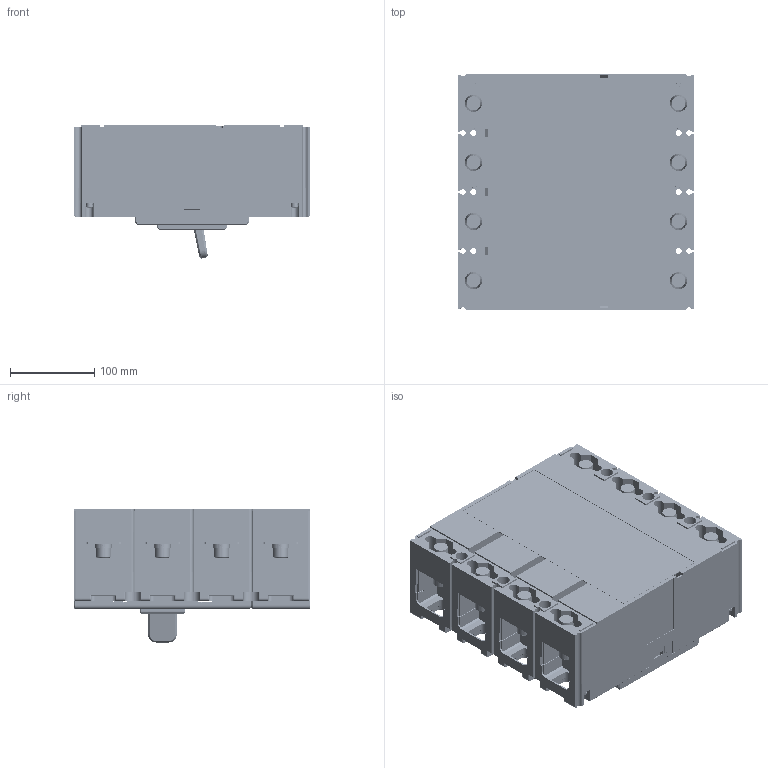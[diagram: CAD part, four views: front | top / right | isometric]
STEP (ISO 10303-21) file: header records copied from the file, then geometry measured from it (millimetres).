
FILE_DESCRIPTION((''),'2;1');
FILE_NAME('CDM3V-800-4P_ASM','2021-06-17T',('guobiao.he'),(''),'PRO/ENGINEER BY PARAMETRIC TECHNOLOGY CORPORATION, 2015440','PRO/ENGINEER BY PARAMETRIC TECHNOLOGY CORPORATION, 2015440','');
FILE_SCHEMA(('CONFIG_CONTROL_DESIGN'));
Products named in the file (40): JIZUO_5024040200_3; PRT0001; 5024040200_ASM_2_ASM; PRT0002; PRT0003; ASM0009_ASM; ASM0008_ASM; PRT0004; ASM0011_ASM; ASM0010_ASM; 5551102300_ASM_12_ASM; 5295007500_ASM_19_ASM; PRT0007; PRT0008; 8750038300_5; PRT0009; ASM0013_ASM; 8315049700_40; PRT0010; 5315049700_ASM_25_ASM; PRT0011; 8282201200_AF1_1; 5315050300_ASM_11_ASM; PRT0012; 7090300501K_GB_T93_5_5; GB_T97_4_5_6; ASM0014_ASM; PRT0013; 8315095600_19; PRT0014; PRT0015; PRT0016; ASM0015_ASM; 8742116600_4; PRT0017; PRT0018; PRT0019; ASM0016_ASM; 2253024400_ASM_20_ASM; CDM3V-800-4P_ASM
Assembly tree (94 placements, depth 7):
  CDM3V-800-4P_ASM
    2253024400_ASM_20_ASM
      5295007500_ASM_19_ASM
        5024040200_ASM_2_ASM
          JIZUO_5024040200_3
          PRT0001  x11
        ASM0008_ASM  x4
          ASM0009_ASM
            PRT0002
            PRT0003
        5551102300_ASM_12_ASM
          ASM0010_ASM  x4
            ASM0011_ASM
              PRT0004
      PRT0007  x4
      PRT0008  x4
      8750038300_5
      ASM0013_ASM
        PRT0009
      5315050300_ASM_11_ASM
        5315049700_ASM_25_ASM
          8315049700_40
          PRT0010  x9
        PRT0011
        8282201200_AF1_1
      ASM0014_ASM  x11
        PRT0012
        7090300501K_GB_T93_5_5
        GB_T97_4_5_6
      PRT0013
      8315095600_19
      ASM0015_ASM  x9
        PRT0014
        PRT0015
        PRT0016
      8742116600_4
      ASM0016_ASM  x8
        PRT0017
        PRT0018
        PRT0019
Bounding box: 280 x 280 x 157.78 mm (x, y, z)
Volume: 3307764.1 mm3; surface area: 1297984.9 mm2
Topology: 133 solids, 133 shells, 9862 faces, 26518 edges, 17240 vertices
Faces by surface type: plane 6536, cylinder 2182, cone 308, extrusion 304, torus 261, bspline 183, sphere 88
Entity records: 268015 total; most frequent: CARTESIAN_POINT 68543, ORIENTED_EDGE 42758, DIRECTION 39283, EDGE_CURVE 21379, VECTOR 16403, LINE 16099, VERTEX_POINT 14015, AXIS2_PLACEMENT_3D 11440
